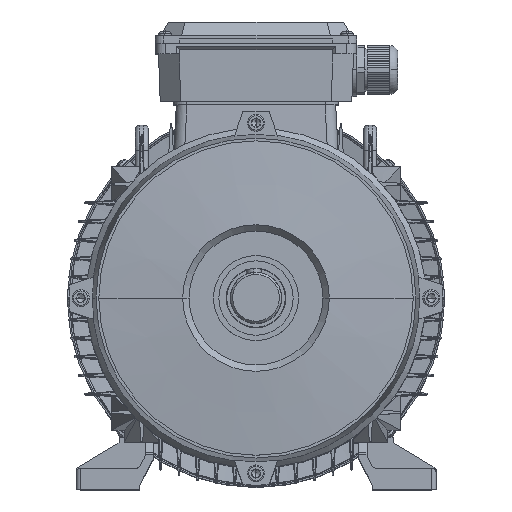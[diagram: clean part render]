
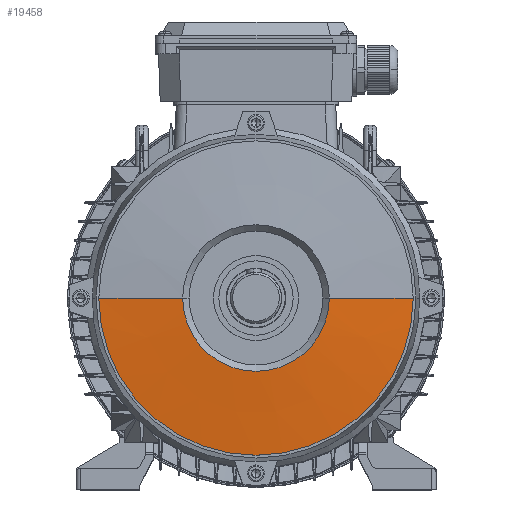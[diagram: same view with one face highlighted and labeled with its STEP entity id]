
A CAD part, top view. The second image highlights one B-rep face of the part: STEP entity #19458.
In plain terms, the highlighted conical face has half-angle 85 degrees and reference radius 148 mm.
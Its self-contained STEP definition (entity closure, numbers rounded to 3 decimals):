
#5652 = DIRECTION ( 'NONE',  ( -0.996, 0., -0.087 ) ) ;
#5653 = VECTOR ( 'NONE', #5652, 1000. ) ;
#5654 = CARTESIAN_POINT ( 'NONE',  ( -148., 0., 17.088 ) ) ;
#5655 = LINE ( 'NONE', #5654, #5653 ) ;
#5656 = CARTESIAN_POINT ( 'NONE',  ( -148., 0., 17.088 ) ) ;
#5661 = CARTESIAN_POINT ( 'NONE',  ( 69., 0., 24. ) ) ;
#5668 = DIRECTION ( 'NONE',  ( -1., 0., 0. ) ) ;
#5669 = DIRECTION ( 'NONE',  ( 0., 0., -1. ) ) ;
#5670 = CARTESIAN_POINT ( 'NONE',  ( 0., 0., 24. ) ) ;
#5671 = AXIS2_PLACEMENT_3D ( 'NONE', #5670, #5669, #5668 ) ;
#5672 = CIRCLE ( 'NONE', #5671, 69. ) ;
#5677 = CARTESIAN_POINT ( 'NONE',  ( -69., 0., 24. ) ) ;
#5784 = CARTESIAN_POINT ( 'NONE',  ( 148., 0., 17.088 ) ) ;
#5785 = DIRECTION ( 'NONE',  ( 0.996, 0., -0.087 ) ) ;
#5786 = VECTOR ( 'NONE', #5785, 1000. ) ;
#5787 = CARTESIAN_POINT ( 'NONE',  ( 148., 0., 17.088 ) ) ;
#5788 = LINE ( 'NONE', #5787, #5786 ) ;
#8995 = DIRECTION ( 'NONE',  ( -1., 0., 0. ) ) ;
#8996 = DIRECTION ( 'NONE',  ( 0., 0., -1. ) ) ;
#8997 = CARTESIAN_POINT ( 'NONE',  ( 0., 0., 17.088 ) ) ;
#8998 = AXIS2_PLACEMENT_3D ( 'NONE', #8997, #8996, #8995 ) ;
#9007 = CONICAL_SURFACE ( 'NONE', #8998, 148., 1.484 ) ;
#9008 = FACE_OUTER_BOUND ( 'NONE', #19459, .T. ) ;
#9011 = DIRECTION ( 'NONE',  ( -1., 0., 0. ) ) ;
#9013 = DIRECTION ( 'NONE',  ( 0., 0., -1. ) ) ;
#9015 = CARTESIAN_POINT ( 'NONE',  ( 0., 0., 17.088 ) ) ;
#9016 = AXIS2_PLACEMENT_3D ( 'NONE', #9015, #9013, #9011 ) ;
#9018 = CIRCLE ( 'NONE', #9016, 148. ) ;
#18041 = VERTEX_POINT ( 'NONE', #5656 ) ;
#18045 = EDGE_CURVE ( 'NONE', #18068, #18041, #5655, .T. ) ;
#18068 = VERTEX_POINT ( 'NONE', #5677 ) ;
#18072 = EDGE_CURVE ( 'NONE', #18074, #18068, #5672, .T. ) ;
#18074 = VERTEX_POINT ( 'NONE', #5661 ) ;
#18118 = EDGE_CURVE ( 'NONE', #18074, #18119, #5788, .T. ) ;
#18119 = VERTEX_POINT ( 'NONE', #5784 ) ;
#19451 = EDGE_CURVE ( 'NONE', #18119, #18041, #9018, .T. ) ;
#19458 = ADVANCED_FACE ( 'NONE', ( #9008 ), #9007, .T. ) ;
#19459 = EDGE_LOOP ( 'NONE', ( #19462, #19467, #19470, #19472 ) ) ;
#19462 = ORIENTED_EDGE ( 'NONE', *, *, #18118, .F. ) ;
#19467 = ORIENTED_EDGE ( 'NONE', *, *, #18072, .T. ) ;
#19470 = ORIENTED_EDGE ( 'NONE', *, *, #18045, .T. ) ;
#19472 = ORIENTED_EDGE ( 'NONE', *, *, #19451, .F. ) ;
